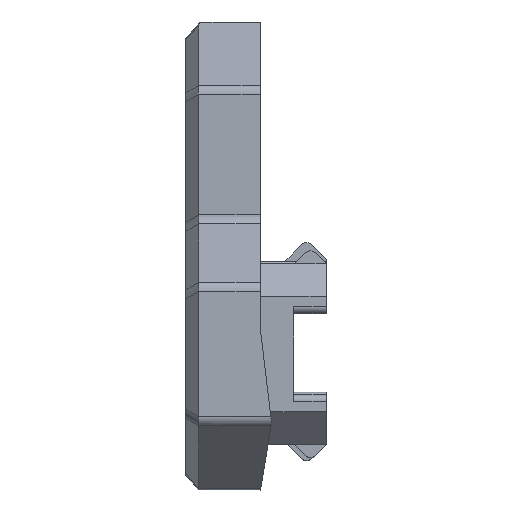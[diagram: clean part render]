
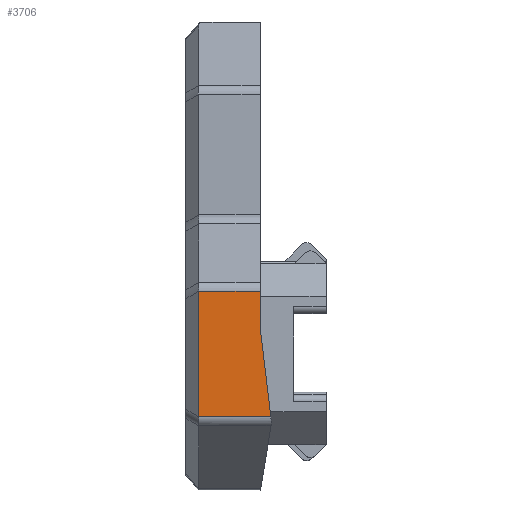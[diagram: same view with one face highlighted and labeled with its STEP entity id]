
A CAD part, top view. The second image highlights one B-rep face of the part: STEP entity #3706.
In plain terms, the highlighted planar face has unit normal (0, 0, 1).
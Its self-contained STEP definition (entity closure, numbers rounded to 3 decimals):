
#148=ELLIPSE('',#4030,1.298,0.85);
#149=ELLIPSE('',#4031,1.298,0.85);
#463=FACE_OUTER_BOUND('',#668,.T.);
#668=EDGE_LOOP('',(#3275,#3276,#3277,#3278,#3279,#3280,#3281));
#824=LINE('',#8439,#1176);
#880=LINE('',#8568,#1232);
#981=LINE('',#9628,#1333);
#1020=LINE('',#9818,#1372);
#1021=LINE('',#9823,#1373);
#1176=VECTOR('',#4443,10.);
#1232=VECTOR('',#4535,10.);
#1333=VECTOR('',#4820,10.);
#1372=VECTOR('',#4937,0.6);
#1373=VECTOR('',#4942,10.);
#1585=VERTEX_POINT('',#8436);
#1586=VERTEX_POINT('',#8438);
#1641=VERTEX_POINT('',#8567);
#1720=VERTEX_POINT('',#9627);
#1762=VERTEX_POINT('',#9807);
#1763=VERTEX_POINT('',#9820);
#1764=VERTEX_POINT('',#9822);
#2011=EDGE_CURVE('',#1585,#1586,#824,.T.);
#2078=EDGE_CURVE('',#1641,#1586,#880,.F.);
#2219=EDGE_CURVE('',#1720,#1641,#981,.T.);
#2283=EDGE_CURVE('',#1762,#1585,#1020,.T.);
#2284=EDGE_CURVE('',#1763,#1762,#148,.T.);
#2285=EDGE_CURVE('',#1764,#1763,#1021,.T.);
#2286=EDGE_CURVE('',#1720,#1764,#149,.T.);
#3275=ORIENTED_EDGE('',*,*,#2011,.F.);
#3276=ORIENTED_EDGE('',*,*,#2283,.F.);
#3277=ORIENTED_EDGE('',*,*,#2284,.F.);
#3278=ORIENTED_EDGE('',*,*,#2285,.F.);
#3279=ORIENTED_EDGE('',*,*,#2286,.F.);
#3280=ORIENTED_EDGE('',*,*,#2219,.T.);
#3281=ORIENTED_EDGE('',*,*,#2078,.T.);
#3519=PLANE('',#4029);
#3706=ADVANCED_FACE('',(#463),#3519,.F.);
#4029=AXIS2_PLACEMENT_3D('',#9819,#4938,#4939);
#4030=AXIS2_PLACEMENT_3D('',#9821,#4940,#4941);
#4031=AXIS2_PLACEMENT_3D('',#9824,#4943,#4944);
#4443=DIRECTION('',(0.,-1.,0.));
#4535=DIRECTION('',(0.118,-0.993,0.));
#4820=DIRECTION('',(1.,0.,0.));
#4937=DIRECTION('',(1.,0.,0.));
#4938=DIRECTION('center_axis',(0.,0.,
-1.));
#4939=DIRECTION('ref_axis',(0.,1.,0.));
#4940=DIRECTION('center_axis',(0.,0.,
-1.));
#4941=DIRECTION('ref_axis',(-0.866,-0.5,0.));
#4942=DIRECTION('',(0.,1.,0.));
#4943=DIRECTION('center_axis',(0.,0.,
-1.));
#4944=DIRECTION('ref_axis',(-0.866,0.5,0.));
#8436=CARTESIAN_POINT('',(4.35,146.811,35.547));
#8438=CARTESIAN_POINT('',(4.35,144.661,35.547));
#8439=CARTESIAN_POINT('',(4.35,143.902,35.547));
#8567=CARTESIAN_POINT('',(4.965,139.486,35.547));
#8568=CARTESIAN_POINT('',(6.032,130.514,35.547));
#9627=CARTESIAN_POINT('',(0.75,139.486,35.547));
#9628=CARTESIAN_POINT('',(4.35,139.486,35.547));
#9807=CARTESIAN_POINT('',(0.75,146.811,35.547));
#9818=CARTESIAN_POINT('',(0.75,146.811,35.547));
#9819=CARTESIAN_POINT('Origin',(0.75,138.966,35.547));
#9820=CARTESIAN_POINT('',(0.75,146.811,35.547));
#9821=CARTESIAN_POINT('Origin',(1.952,147.158,35.547));
#9822=CARTESIAN_POINT('',(0.75,139.487,35.547));
#9823=CARTESIAN_POINT('',(0.75,143.934,35.547));
#9824=CARTESIAN_POINT('Origin',(1.952,139.14,35.547));
